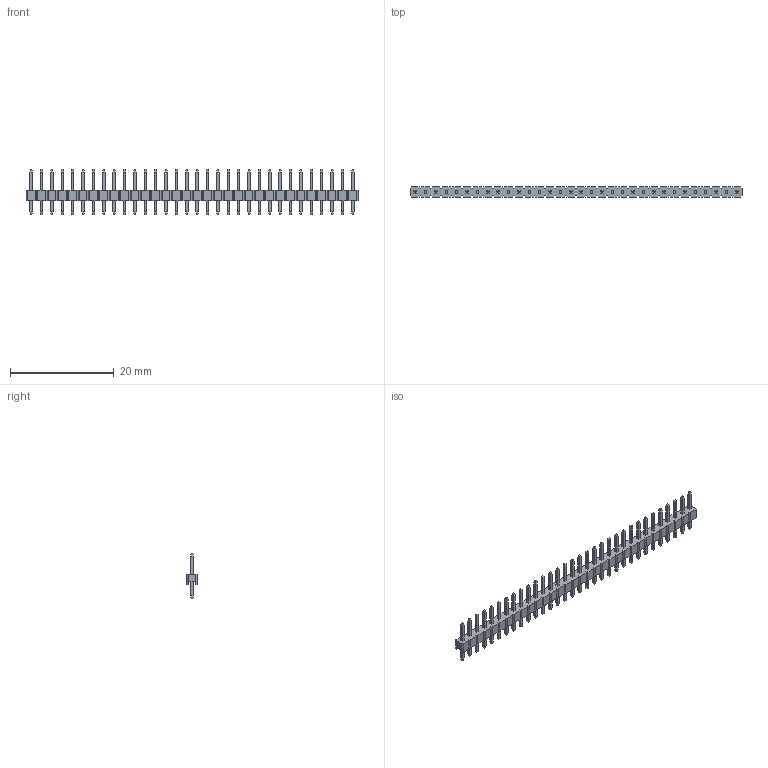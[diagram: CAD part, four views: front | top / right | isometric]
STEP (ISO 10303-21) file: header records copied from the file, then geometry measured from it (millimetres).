
FILE_DESCRIPTION(/* description */ ('Unknown'),/* implementation_level */ '2;1');
FILE_NAME(/* name */ 'J_Wurth_WR-PHD_62003211121',/* time_stamp */ '2025-04-23T13:56:02+08:00',/* author */ ('Unknown'),/* organization */ ('Unknown'),/* preprocessor_version */ 'ST-DEVELOPER v19.4',/* originating_system */ 'Solid Edge',/* authorisation */ 'Unknown');
FILE_SCHEMA (('AUTOMOTIVE_DESIGN {1 0 10303 214 3 1 1}'));
Length unit declared in the file: millimetre
Products named in the file (2): J_Wurth_WR-PHD_62003211121
Assembly tree (1 placements, depth 2):
  J_Wurth_WR-PHD_62003211121
    J_Wurth_WR-PHD_62003211121
Bounding box: 64 x 2 x 8.7 mm (x, y, z)
Volume: 261.9 mm3; surface area: 1047 mm2
Topology: 1 solids, 1 shells, 838 faces, 2060 edges, 1288 vertices
Faces by surface type: plane 838
Entity records: 29745 total; most frequent: CARTESIAN_POINT 4188, ORIENTED_EDGE 4120, DIRECTION 3740, EDGE_CURVE 2060, LINE 2060, VECTOR 2060, VERTEX_POINT 1288, EDGE_LOOP 902
